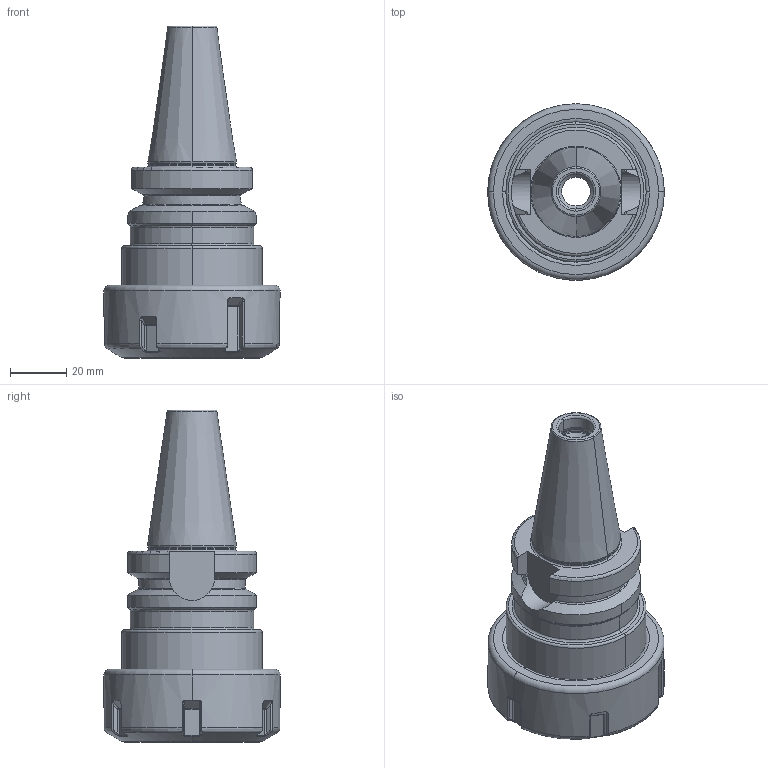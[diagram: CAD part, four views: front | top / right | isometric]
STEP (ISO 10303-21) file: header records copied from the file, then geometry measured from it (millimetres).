
FILE_DESCRIPTION((''),'2;1');
FILE_NAME('305_02_26','2020-07-14T',('104091'),(''),'CREO PARAMETRIC BY PTC INC, 2015290','CREO PARAMETRIC BY PTC INC, 2015290','');
FILE_SCHEMA(('CONFIG_CONTROL_DESIGN'));
Length unit declared in the file: millimetre
Products named in the file (1): 305_02_26
Bounding box: 62.9 x 62.9 x 118.4 mm (x, y, z)
Volume: 103622.6 mm3; surface area: 31201 mm2
Topology: 1 solids, 1 shells, 259 faces, 619 edges, 368 vertices
Faces by surface type: cylinder 64, bspline 58, plane 52, torus 49, cone 24, sphere 12
Entity records: 10217 total; most frequent: CARTESIAN_POINT 4602, ORIENTED_EDGE 1238, DIRECTION 1046, EDGE_CURVE 619, AXIS2_PLACEMENT_3D 417, VERTEX_POINT 368, EDGE_LOOP 267, FACE_OUTER_BOUND 259
